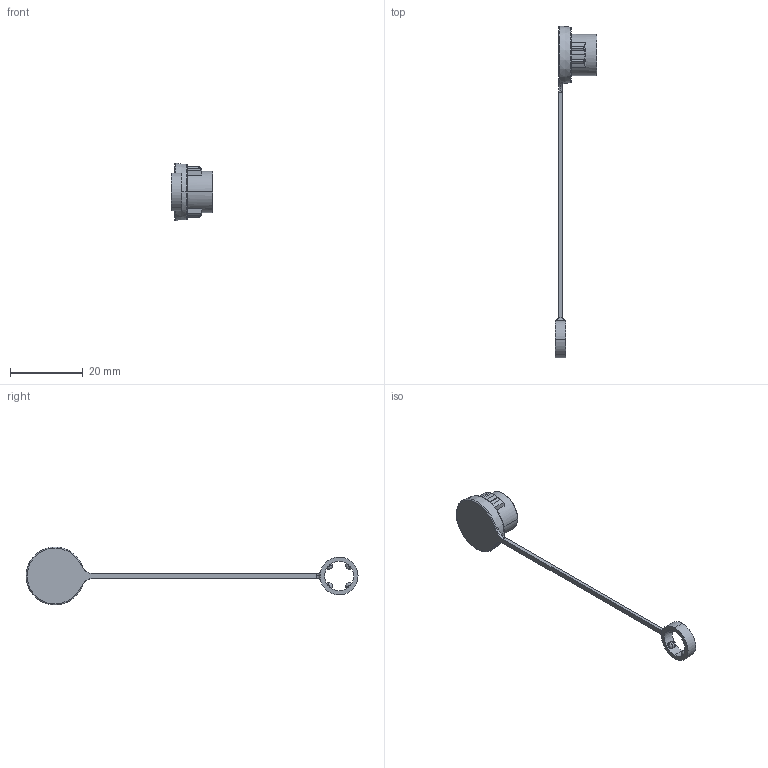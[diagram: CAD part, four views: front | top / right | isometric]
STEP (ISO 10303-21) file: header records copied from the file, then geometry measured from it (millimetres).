
FILE_DESCRIPTION(('CoCreate Modeling STEP Export'),'2;1');
FILE_NAME('HR30-8P-C.stp','2010-09-13T13:01:15',(''),(''),'CoCreate Modeling STEP processor for AP214 (Solid Model)','CoCreate Modeling 17.0 01-Apr-2010 (C) Parametric Technology GmbH','');
FILE_SCHEMA(('AUTOMOTIVE_DESIGN { 1 0 10303 214 1 1 1 1 }'));
Length unit declared in the file: millimetre
Products named in the file (1): HR30-8P-C
Bounding box: 11.5 x 91.16 x 15.92 mm (x, y, z)
Volume: 1194 mm3; surface area: 1570.2 mm2
Topology: 1 solids, 1 shells, 113 faces, 279 edges, 175 vertices
Faces by surface type: cylinder 41, torus 40, plane 24, cone 4, bspline 4
Entity records: 7443 total; most frequent: CARTESIAN_POINT 5099, ORIENTED_EDGE 558, DIRECTION 394, EDGE_CURVE 279, VERTEX_POINT 175, AXIS2_PLACEMENT_3D 164, EDGE_LOOP 122, FACE_OUTER_BOUND 113
